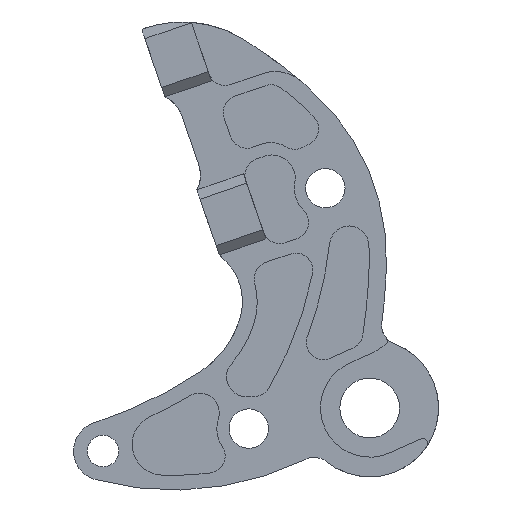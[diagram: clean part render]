
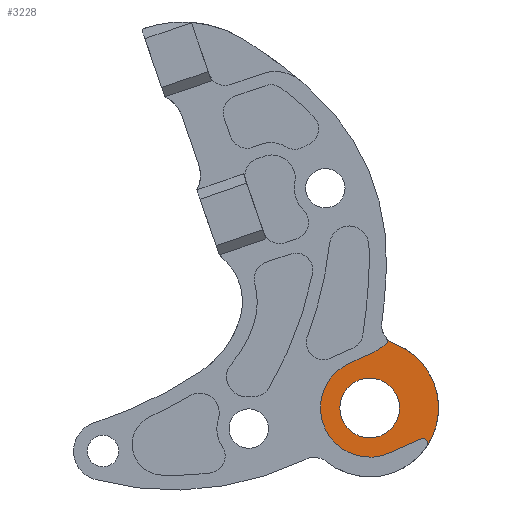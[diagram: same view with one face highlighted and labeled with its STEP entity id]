
A CAD part, left-side view. The second image highlights one B-rep face of the part: STEP entity #3228.
In plain terms, the highlighted planar face has unit normal (-1, 0, 0).
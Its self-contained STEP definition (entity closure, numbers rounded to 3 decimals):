
#30 = DIRECTION ( 'NONE',  ( 0., 0., 1. ) ) ;
#101 = ORIENTED_EDGE ( 'NONE', *, *, #856, .T. ) ;
#102 = ORIENTED_EDGE ( 'NONE', *, *, #1653, .T. ) ;
#122 = FACE_BOUND ( 'NONE', #3910, .T. ) ;
#145 = CARTESIAN_POINT ( 'NONE',  ( 3.5, -10.805, -7.229 ) ) ;
#232 = CARTESIAN_POINT ( 'NONE',  ( 3.5, 8.553, 29.032 ) ) ;
#262 = DIRECTION ( 'NONE',  ( 0., 0., 1. ) ) ;
#284 = CARTESIAN_POINT ( 'NONE',  ( 3.5, 0., -6.063 ) ) ;
#330 = VECTOR ( 'NONE', #1147, 1000. ) ;
#339 = CARTESIAN_POINT ( 'NONE',  ( 3.5, 0., 0. ) ) ;
#357 = DIRECTION ( 'NONE',  ( 1., 0., 0. ) ) ;
#369 = EDGE_CURVE ( 'NONE', #3141, #1015, #3420, .T. ) ;
#513 = CARTESIAN_POINT ( 'NONE',  ( 3.5, -3.17, 12.828 ) ) ;
#532 = CARTESIAN_POINT ( 'NONE',  ( 3.5, 4.069, 9.135 ) ) ;
#551 = DIRECTION ( 'NONE',  ( 0., 0., 1. ) ) ;
#575 = CIRCLE ( 'NONE', #1228, 6.063 ) ;
#634 = CIRCLE ( 'NONE', #3019, 1. ) ;
#647 = VERTEX_POINT ( 'NONE', #2139 ) ;
#714 = EDGE_CURVE ( 'NONE', #1729, #3692, #3169, .T. ) ;
#745 = AXIS2_PLACEMENT_3D ( 'NONE', #232, #2378, #551 ) ;
#766 = ORIENTED_EDGE ( 'NONE', *, *, #2543, .T. ) ;
#775 = LINE ( 'NONE', #3409, #330 ) ;
#791 = CARTESIAN_POINT ( 'NONE',  ( 3.5, 0., 0. ) ) ;
#852 = ORIENTED_EDGE ( 'NONE', *, *, #3489, .T. ) ;
#856 = EDGE_CURVE ( 'NONE', #2371, #3141, #775, .T. ) ;
#897 = CIRCLE ( 'NONE', #745, 20. ) ;
#938 = CARTESIAN_POINT ( 'NONE',  ( 3.5, 0., 0. ) ) ;
#946 = FACE_OUTER_BOUND ( 'NONE', #2856, .T. ) ;
#954 = PLANE ( 'NONE',  #3528 ) ;
#1015 = VERTEX_POINT ( 'NONE', #1870 ) ;
#1079 = LINE ( 'NONE', #3136, #1802 ) ;
#1096 = DIRECTION ( 'NONE',  ( 0., 0., 1. ) ) ;
#1147 = DIRECTION ( 'NONE',  ( 0., -0.913, 0.407 ) ) ;
#1228 = AXIS2_PLACEMENT_3D ( 'NONE', #938, #3209, #3021 ) ;
#1298 = VERTEX_POINT ( 'NONE', #284 ) ;
#1319 = EDGE_CURVE ( 'NONE', #1794, #1298, #2165, .T. ) ;
#1354 = CARTESIAN_POINT ( 'NONE',  ( 3.5, -4.069, -9.135 ) ) ;
#1453 = AXIS2_PLACEMENT_3D ( 'NONE', #2752, #2228, #3382 ) ;
#1516 = CARTESIAN_POINT ( 'NONE',  ( 3.5, -10.398, -6.316 ) ) ;
#1653 = EDGE_CURVE ( 'NONE', #1015, #647, #634, .T. ) ;
#1691 = ORIENTED_EDGE ( 'NONE', *, *, #714, .T. ) ;
#1729 = VERTEX_POINT ( 'NONE', #2267 ) ;
#1741 = DIRECTION ( 'NONE',  ( 0., 0., 1. ) ) ;
#1794 = VERTEX_POINT ( 'NONE', #3733 ) ;
#1802 = VECTOR ( 'NONE', #1901, 1000. ) ;
#1803 = CARTESIAN_POINT ( 'NONE',  ( 3.5, 0., 0. ) ) ;
#1870 = CARTESIAN_POINT ( 'NONE',  ( 3.5, -10.805, -6.229 ) ) ;
#1884 = DIRECTION ( 'NONE',  ( -1., 0., 0. ) ) ;
#1901 = DIRECTION ( 'NONE',  ( 0., 0.913, -0.407 ) ) ;
#1912 = ORIENTED_EDGE ( 'NONE', *, *, #3682, .T. ) ;
#2046 = CIRCLE ( 'NONE', #3410, 1. ) ;
#2099 = DIRECTION ( 'NONE',  ( 1., 0., 0. ) ) ;
#2118 = DIRECTION ( 'NONE',  ( 0., 0., 1. ) ) ;
#2139 = CARTESIAN_POINT ( 'NONE',  ( 3.5, -11.636, -7.785 ) ) ;
#2165 = CIRCLE ( 'NONE', #1453, 6.063 ) ;
#2228 = DIRECTION ( 'NONE',  ( -1., 0., 0. ) ) ;
#2267 = CARTESIAN_POINT ( 'NONE',  ( 3.5, -5.02, 13.069 ) ) ;
#2371 = VERTEX_POINT ( 'NONE', #1354 ) ;
#2378 = DIRECTION ( 'NONE',  ( 1., 0., 0. ) ) ;
#2400 = EDGE_CURVE ( 'NONE', #1298, #1794, #575, .T. ) ;
#2455 = AXIS2_PLACEMENT_3D ( 'NONE', #3888, #357, #1741 ) ;
#2515 = ORIENTED_EDGE ( 'NONE', *, *, #3663, .T. ) ;
#2520 = ORIENTED_EDGE ( 'NONE', *, *, #3960, .T. ) ;
#2530 = VERTEX_POINT ( 'NONE', #3291 ) ;
#2543 = EDGE_CURVE ( 'NONE', #2972, #2530, #897, .T. ) ;
#2584 = ORIENTED_EDGE ( 'NONE', *, *, #369, .T. ) ;
#2691 = CARTESIAN_POINT ( 'NONE',  ( 3.5, -10.805, -7.229 ) ) ;
#2752 = CARTESIAN_POINT ( 'NONE',  ( 3.5, 0., 0. ) ) ;
#2835 = AXIS2_PLACEMENT_3D ( 'NONE', #791, #2943, #1096 ) ;
#2856 = EDGE_LOOP ( 'NONE', ( #1912, #101, #2584, #102, #852, #1691, #2515, #766, #2520 ) ) ;
#2893 = ORIENTED_EDGE ( 'NONE', *, *, #2400, .F. ) ;
#2897 = DIRECTION ( 'NONE',  ( 1., 0., 0. ) ) ;
#2911 = DIRECTION ( 'NONE',  ( 0., 0., 1. ) ) ;
#2943 = DIRECTION ( 'NONE',  ( -1., 0., 0. ) ) ;
#2972 = VERTEX_POINT ( 'NONE', #513 ) ;
#3019 = AXIS2_PLACEMENT_3D ( 'NONE', #2691, #2897, #2911 ) ;
#3021 = DIRECTION ( 'NONE',  ( 0., 0., 1. ) ) ;
#3045 = VERTEX_POINT ( 'NONE', #532 ) ;
#3136 = CARTESIAN_POINT ( 'NONE',  ( 3.5, 4.069, 9.135 ) ) ;
#3141 = VERTEX_POINT ( 'NONE', #1516 ) ;
#3156 = AXIS2_PLACEMENT_3D ( 'NONE', #145, #3756, #3534 ) ;
#3169 = CIRCLE ( 'NONE', #2455, 4. ) ;
#3209 = DIRECTION ( 'NONE',  ( -1., 0., 0. ) ) ;
#3228 = ADVANCED_FACE ( 'NONE', ( #122, #946 ), #954, .T. ) ;
#3275 = ORIENTED_EDGE ( 'NONE', *, *, #1319, .F. ) ;
#3291 = CARTESIAN_POINT ( 'NONE',  ( 3.5, 0.415, 10.762 ) ) ;
#3347 = CIRCLE ( 'NONE', #2835, 14. ) ;
#3354 = CARTESIAN_POINT ( 'NONE',  ( 3.5, -3.358, 14.271 ) ) ;
#3382 = DIRECTION ( 'NONE',  ( 0., 0., 1. ) ) ;
#3409 = CARTESIAN_POINT ( 'NONE',  ( 3.5, -4.069, -9.135 ) ) ;
#3410 = AXIS2_PLACEMENT_3D ( 'NONE', #3953, #2099, #262 ) ;
#3420 = CIRCLE ( 'NONE', #3156, 1. ) ;
#3489 = EDGE_CURVE ( 'NONE', #647, #1729, #3347, .T. ) ;
#3528 = AXIS2_PLACEMENT_3D ( 'NONE', #339, #1884, #30 ) ;
#3534 = DIRECTION ( 'NONE',  ( 0., 0., 1. ) ) ;
#3584 = CIRCLE ( 'NONE', #3823, 10. ) ;
#3663 = EDGE_CURVE ( 'NONE', #3692, #2972, #2046, .T. ) ;
#3682 = EDGE_CURVE ( 'NONE', #3045, #2371, #3584, .T. ) ;
#3692 = VERTEX_POINT ( 'NONE', #3354 ) ;
#3733 = CARTESIAN_POINT ( 'NONE',  ( 3.5, 0., 6.063 ) ) ;
#3756 = DIRECTION ( 'NONE',  ( 1., 0., 0. ) ) ;
#3823 = AXIS2_PLACEMENT_3D ( 'NONE', #1803, #3967, #2118 ) ;
#3888 = CARTESIAN_POINT ( 'NONE',  ( 3.5, -6.454, 16.803 ) ) ;
#3910 = EDGE_LOOP ( 'NONE', ( #3275, #2893 ) ) ;
#3953 = CARTESIAN_POINT ( 'NONE',  ( 3.5, -2.584, 13.638 ) ) ;
#3960 = EDGE_CURVE ( 'NONE', #2530, #3045, #1079, .T. ) ;
#3967 = DIRECTION ( 'NONE',  ( -1., 0., 0. ) ) ;
